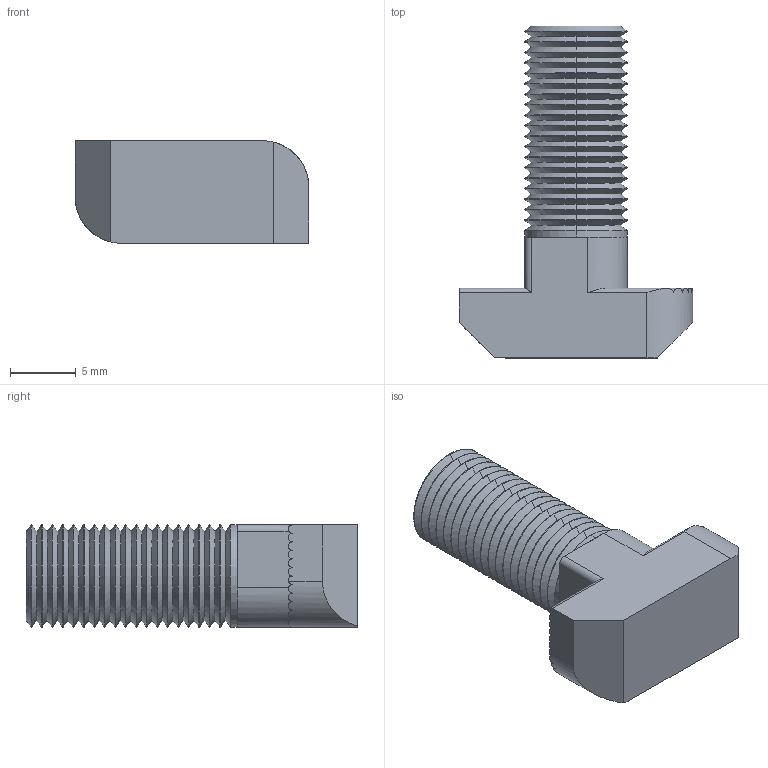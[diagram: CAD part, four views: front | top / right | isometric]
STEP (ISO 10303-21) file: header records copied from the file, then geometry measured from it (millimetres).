
FILE_DESCRIPTION (( 'STEP AP203' ), '1' );
FILE_NAME ('CE-TB8X20-8(2017).STEP', '2017-10-20T07:20:59', ( 'Windows 蚚誧' ), ( 'Users' ), 'SwSTEP 2.0', 'SolidWorks 2012', '' );
FILE_SCHEMA (( 'CONFIG_CONTROL_DESIGN' ));
Length unit declared in the file: millimetre
Products named in the file (1): CE-TB8X20-8(2017)
Bounding box: 17.8 x 25.3 x 7.8 mm (x, y, z)
Volume: 1558 mm3; surface area: 1316.8 mm2
Topology: 2 solids, 2 shells, 165 faces, 364 edges, 204 vertices
Faces by surface type: cone 78, cylinder 70, plane 17
Entity records: 4701 total; most frequent: CARTESIAN_POINT 968, DIRECTION 826, ORIENTED_EDGE 728, EDGE_CURVE 364, AXIS2_PLACEMENT_3D 322, VERTEX_POINT 204, VECTOR 182, LINE 182
